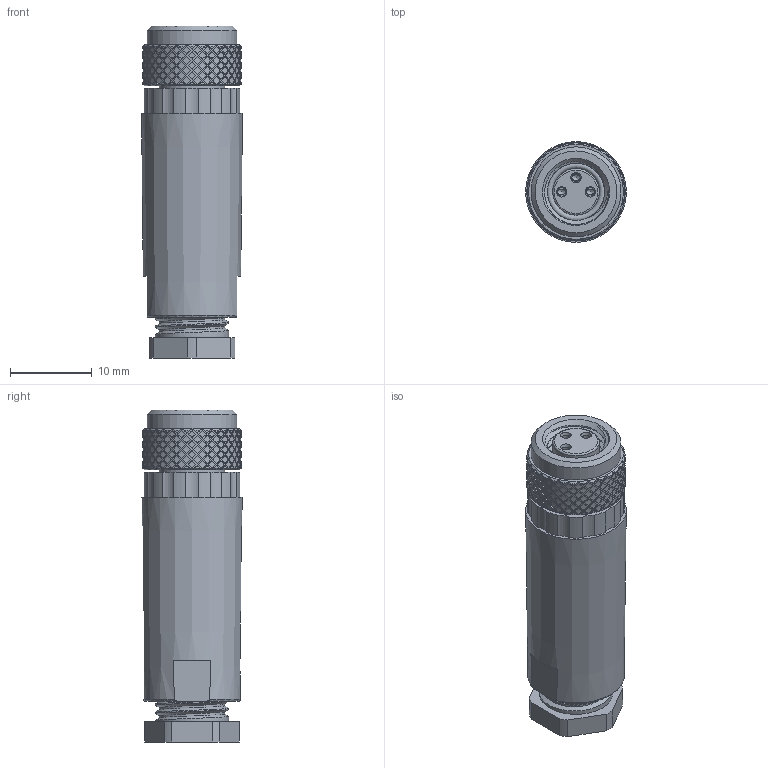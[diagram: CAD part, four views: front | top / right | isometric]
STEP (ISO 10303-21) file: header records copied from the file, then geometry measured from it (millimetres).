
FILE_DESCRIPTION(/* description */ (''),/* implementation_level */ '2;1');
FILE_NAME(/* name */ 'LSO8.3-0-C-BU.stp',/* time_stamp */ '2023-11-23T15:50:50+08:00',/* author */ (''),/* organization */ (''),/* preprocessor_version */ 'ST-DEVELOPER v16',/* originating_system */ 'SIEMENS PLM Software NX 10.0',/* authorisation */ '');
FILE_SCHEMA (('AP203_CONFIGURATION_CONTROLLED_3D_DESIGN_OF_MECHANICAL_PARTS_AND_ASSEMBLIES_MIM_LF { 1 0 10303 403 2 1 2}'));
Length unit declared in the file: millimetre
Products named in the file (1): chan1A00DD1Dk9yf
Bounding box: 12.34 x 12.34 x 40.6 mm (x, y, z)
Volume: 3707 mm3; surface area: 3422.9 mm2
Topology: 8 solids, 9 shells, 1586 faces, 4036 edges, 2678 vertices
Faces by surface type: plane 1171, cylinder 362, bspline 30, cone 18, torus 5
Full cylindrical faces by diameter (mm): 0.5 x3, 0.9 x2, 1.06 x3, 1.1 x6, 1.26 x6, 1.5 x6, 1.55 x3, 1.6 x3, 1.7 x3, 1.8 x3, 5 x1, 5.7 x2, 5.9 x1, 7 x1, 8 x1, 11 x1, 11.8 x1
Entity records: 53347 total; most frequent: CARTESIAN_POINT 13584, DIRECTION 9172, ORIENTED_EDGE 7786, AXIS2_PLACEMENT_3D 3942, EDGE_CURVE 3893, VERTEX_POINT 2617, ELLIPSE 2040, EDGE_LOOP 1909
